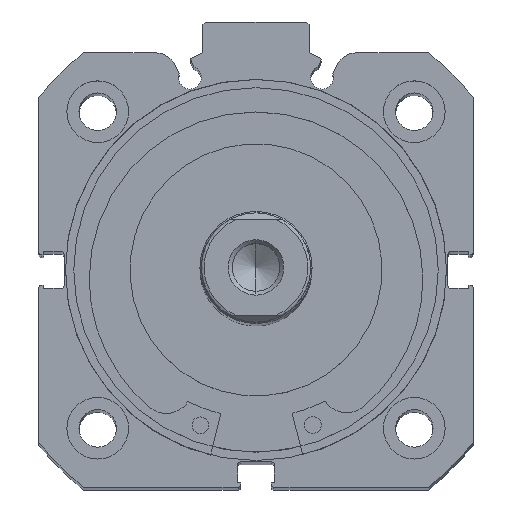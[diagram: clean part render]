
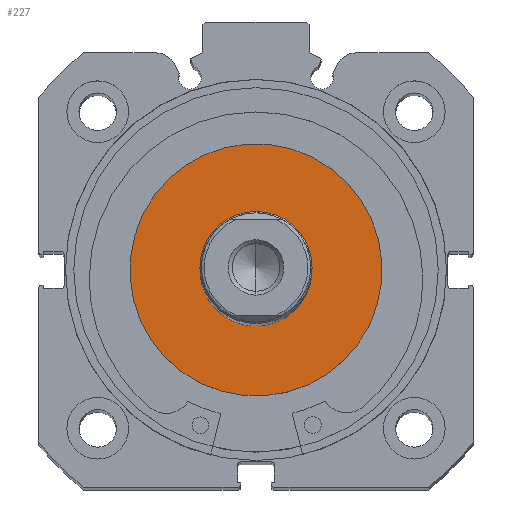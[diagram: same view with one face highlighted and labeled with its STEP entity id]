
A CAD part, top view. The second image highlights one B-rep face of the part: STEP entity #227.
In plain terms, the highlighted face is planar.
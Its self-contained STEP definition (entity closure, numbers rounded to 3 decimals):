
#227 = ADVANCED_FACE ( 'NONE', ( #659, #664 ), #1461, .F. ) ;
#466 = EDGE_LOOP ( 'NONE', ( #4831, #4772 ) ) ;
#477 = EDGE_LOOP ( 'NONE', ( #4776, #4796 ) ) ;
#659 = FACE_BOUND ( 'NONE', #477, .T. ) ;
#664 = FACE_OUTER_BOUND ( 'NONE', #466, .T. ) ;
#1076 = CIRCLE ( 'NONE', #6894, 22.5 ) ;
#1168 = CIRCLE ( 'NONE', #6926, 10. ) ;
#1174 = CIRCLE ( 'NONE', #6927, 22.5 ) ;
#1206 = CIRCLE ( 'NONE', #6935, 10. ) ;
#1460 = CARTESIAN_POINT ( 'NONE',  ( 0., 22.5, 0. ) ) ;
#1461 = PLANE ( 'NONE',  #6699 ) ;
#1462 = DIRECTION ( 'NONE',  ( 1., 0., 0. ) ) ;
#1463 = DIRECTION ( 'NONE',  ( 0., 0., -1. ) ) ;
#2314 = CARTESIAN_POINT ( 'NONE',  ( 0., 0., 22.5 ) ) ;
#2326 = CARTESIAN_POINT ( 'NONE',  ( 0., 0., -22.5 ) ) ;
#2348 = CARTESIAN_POINT ( 'NONE',  ( 0., 0., 10. ) ) ;
#2379 = CARTESIAN_POINT ( 'NONE',  ( 0., 0., -10. ) ) ;
#2505 = CARTESIAN_POINT ( 'NONE',  ( 0., 0., 0. ) ) ;
#2506 = DIRECTION ( 'NONE',  ( -1., 0., 0. ) ) ;
#2507 = DIRECTION ( 'NONE',  ( 0., 0., 1. ) ) ;
#2655 = CARTESIAN_POINT ( 'NONE',  ( 0., 0., 0. ) ) ;
#2664 = DIRECTION ( 'NONE',  ( -1., 0., 0. ) ) ;
#2665 = DIRECTION ( 'NONE',  ( 0., 0., 1. ) ) ;
#2674 = CARTESIAN_POINT ( 'NONE',  ( 0., 0., 0. ) ) ;
#2676 = DIRECTION ( 'NONE',  ( -1., 0., 0. ) ) ;
#2677 = DIRECTION ( 'NONE',  ( 0., 0., 1. ) ) ;
#2734 = CARTESIAN_POINT ( 'NONE',  ( 0., 0., 0. ) ) ;
#2790 = DIRECTION ( 'NONE',  ( -1., 0., 0. ) ) ;
#2791 = DIRECTION ( 'NONE',  ( 0., 0., 1. ) ) ;
#4772 = ORIENTED_EDGE ( 'NONE', *, *, #5469, .T. ) ;
#4776 = ORIENTED_EDGE ( 'NONE', *, *, #5531, .F. ) ;
#4796 = ORIENTED_EDGE ( 'NONE', *, *, #5557, .F. ) ;
#4831 = ORIENTED_EDGE ( 'NONE', *, *, #5535, .T. ) ;
#5206 = VERTEX_POINT ( 'NONE', #2314 ) ;
#5218 = VERTEX_POINT ( 'NONE', #2326 ) ;
#5240 = VERTEX_POINT ( 'NONE', #2348 ) ;
#5271 = VERTEX_POINT ( 'NONE', #2379 ) ;
#5469 = EDGE_CURVE ( 'NONE', #5218, #5206, #1076, .T. ) ;
#5531 = EDGE_CURVE ( 'NONE', #5240, #5271, #1168, .T. ) ;
#5535 = EDGE_CURVE ( 'NONE', #5206, #5218, #1174, .T. ) ;
#5557 = EDGE_CURVE ( 'NONE', #5271, #5240, #1206, .T. ) ;
#6699 = AXIS2_PLACEMENT_3D ( 'NONE', #1460, #1462, #1463 ) ;
#6894 = AXIS2_PLACEMENT_3D ( 'NONE', #2505, #2506, #2507 ) ;
#6926 = AXIS2_PLACEMENT_3D ( 'NONE', #2655, #2664, #2665 ) ;
#6927 = AXIS2_PLACEMENT_3D ( 'NONE', #2674, #2676, #2677 ) ;
#6935 = AXIS2_PLACEMENT_3D ( 'NONE', #2734, #2790, #2791 ) ;
